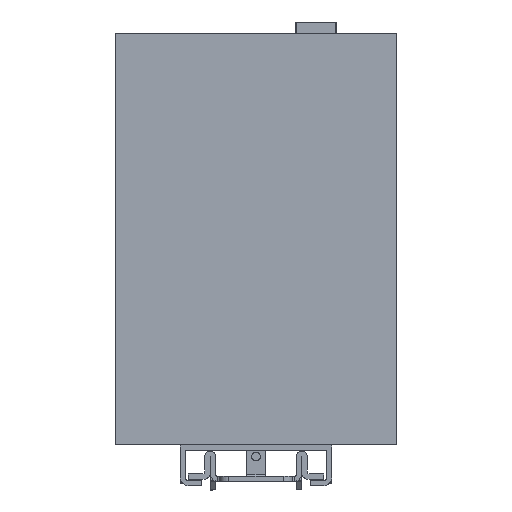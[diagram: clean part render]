
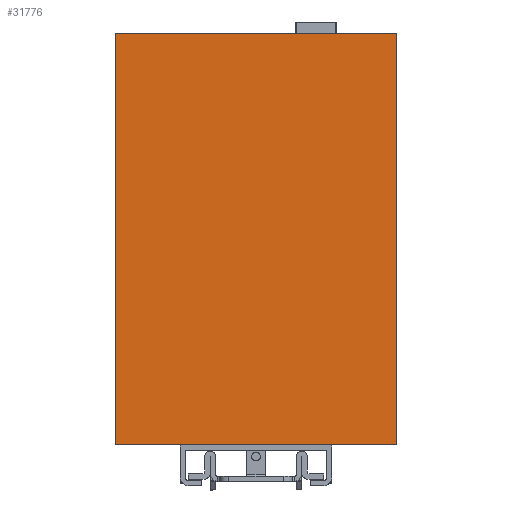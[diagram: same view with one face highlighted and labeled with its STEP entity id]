
A CAD part, front view. The second image highlights one B-rep face of the part: STEP entity #31776.
In plain terms, the highlighted planar face has unit normal (0, -1, 0).
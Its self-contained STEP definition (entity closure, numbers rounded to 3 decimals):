
#31756=AXIS2_PLACEMENT_3D('Plane Axis2P3D',#31753,#31754,#31755) ;
#31048=CARTESIAN_POINT('Vertex',(65.,4.,10.4)) ;
#31051=CARTESIAN_POINT('Line Origine',(32.5,4.,10.4)) ;
#31055=CARTESIAN_POINT('Vertex',(0.,4.,10.4)) ;
#31737=CARTESIAN_POINT('Vertex',(65.,4.,105.4)) ;
#31740=CARTESIAN_POINT('Line Origine',(65.,4.,57.9)) ;
#31753=CARTESIAN_POINT('Axis2P3D Location',(65.,4.,10.4)) ;
#31758=CARTESIAN_POINT('Line Origine',(32.5,4.,105.4)) ;
#31762=CARTESIAN_POINT('Vertex',(0.,4.,105.4)) ;
#31765=CARTESIAN_POINT('Line Origine',(0.,4.,57.9)) ;
#31052=DIRECTION('Vector Direction',(-1.,0.,0.)) ;
#31741=DIRECTION('Vector Direction',(0.,0.,1.)) ;
#31754=DIRECTION('Axis2P3D Direction',(0.,1.,0.)) ;
#31755=DIRECTION('Axis2P3D XDirection',(-1.,0.,0.)) ;
#31759=DIRECTION('Vector Direction',(-1.,0.,0.)) ;
#31766=DIRECTION('Vector Direction',(0.,0.,1.)) ;
#31053=VECTOR('Line Direction',#31052,1.) ;
#31742=VECTOR('Line Direction',#31741,1.) ;
#31760=VECTOR('Line Direction',#31759,1.) ;
#31767=VECTOR('Line Direction',#31766,1.) ;
#31771=ORIENTED_EDGE('',*,*,#31764,.T.) ;
#31772=ORIENTED_EDGE('',*,*,#31769,.F.) ;
#31773=ORIENTED_EDGE('',*,*,#31057,.F.) ;
#31774=ORIENTED_EDGE('',*,*,#31744,.T.) ;
#31776=ADVANCED_FACE('SWITCH',(#31775),#31757,.F.) ;
#31057=EDGE_CURVE('',#31049,#31056,#31054,.T.) ;
#31744=EDGE_CURVE('',#31049,#31738,#31743,.T.) ;
#31764=EDGE_CURVE('',#31738,#31763,#31761,.T.) ;
#31769=EDGE_CURVE('',#31056,#31763,#31768,.T.) ;
#31770=EDGE_LOOP('',(#31771,#31772,#31773,#31774)) ;
#31775=FACE_OUTER_BOUND('',#31770,.T.) ;
#31054=LINE('Line',#31051,#31053) ;
#31743=LINE('Line',#31740,#31742) ;
#31761=LINE('Line',#31758,#31760) ;
#31768=LINE('Line',#31765,#31767) ;
#31757=PLANE('',#31756) ;
#31049=VERTEX_POINT('',#31048) ;
#31056=VERTEX_POINT('',#31055) ;
#31738=VERTEX_POINT('',#31737) ;
#31763=VERTEX_POINT('',#31762) ;
